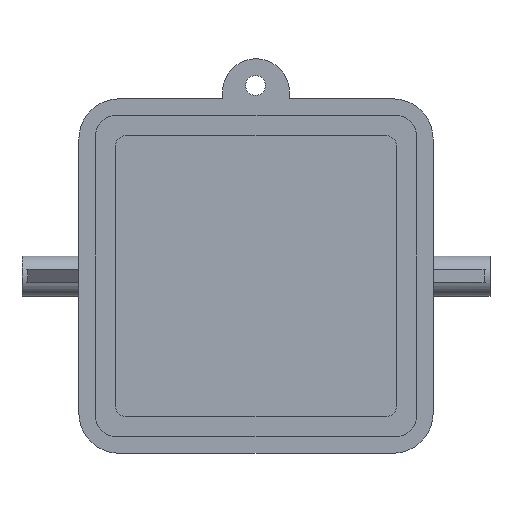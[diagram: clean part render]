
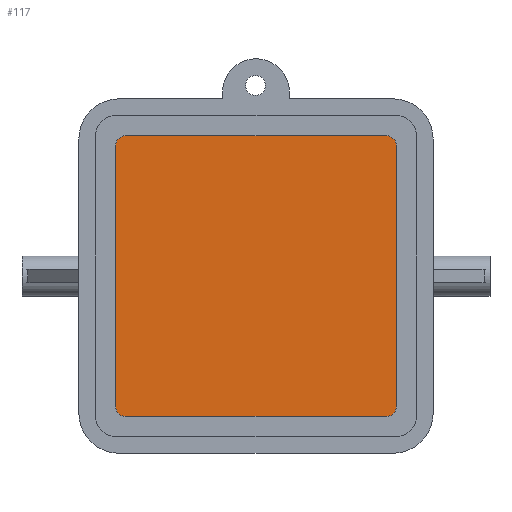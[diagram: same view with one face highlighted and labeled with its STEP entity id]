
A CAD part, front view. The second image highlights one B-rep face of the part: STEP entity #117.
In plain terms, the highlighted planar face has unit normal (0, -1, 0).
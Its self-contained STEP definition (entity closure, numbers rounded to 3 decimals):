
#73 = EDGE_CURVE ( 'NONE', #3027, #3004, #1520, .T. ) ;
#117 = ADVANCED_FACE ( 'NONE', ( #1310 ), #2258, .T. ) ;
#293 = EDGE_CURVE ( 'NONE', #3004, #3216, #4025, .T. ) ;
#329 = EDGE_CURVE ( 'NONE', #3203, #3314, #4009, .T. ) ;
#354 = EDGE_CURVE ( 'NONE', #3216, #3203, #2861, .T. ) ;
#361 = EDGE_CURVE ( 'NONE', #3289, #3282, #3998, .T. ) ;
#365 = EDGE_CURVE ( 'NONE', #3279, #3027, #3995, .T. ) ;
#368 = EDGE_CURVE ( 'NONE', #3314, #3289, #2873, .T. ) ;
#449 = EDGE_CURVE ( 'NONE', #3282, #3279, #3150, .T. ) ;
#703 = CARTESIAN_POINT ( 'NONE',  ( 3.5, 15.5, -2.75 ) ) ;
#706 = CARTESIAN_POINT ( 'NONE',  ( 2.75, 15.5, -3.5 ) ) ;
#850 = CARTESIAN_POINT ( 'NONE',  ( 23.75, 15.5, -3.5 ) ) ;
#867 = CARTESIAN_POINT ( 'NONE',  ( 3.5, 15.5, -23. ) ) ;
#868 = DIRECTION ( 'NONE',  ( 0., -1., 0. ) ) ;
#870 = DIRECTION ( 'NONE',  ( 0., 0., -1. ) ) ;
#894 = CARTESIAN_POINT ( 'NONE',  ( 2.75, 15.5, -23. ) ) ;
#899 = CARTESIAN_POINT ( 'NONE',  ( 3.5, 15.5, -23.75 ) ) ;
#1014 = CARTESIAN_POINT ( 'NONE',  ( 23.75, 15.5, -23. ) ) ;
#1141 = CARTESIAN_POINT ( 'NONE',  ( 23., 15.5, -2.75 ) ) ;
#1142 = CARTESIAN_POINT ( 'NONE',  ( 23., 15.5, -23.75 ) ) ;
#1310 = FACE_OUTER_BOUND ( 'NONE', #2691, .T. ) ;
#1451 = VECTOR ( 'NONE', #3598, 1000. ) ;
#1520 = CIRCLE ( 'NONE', #1579, 0.75 ) ;
#1579 = AXIS2_PLACEMENT_3D ( 'NONE', #1724, #1716, #1730 ) ;
#1716 = DIRECTION ( 'NONE',  ( 0., -1., 0. ) ) ;
#1724 = CARTESIAN_POINT ( 'NONE',  ( 23., 15.5, -23. ) ) ;
#1730 = DIRECTION ( 'NONE',  ( 0., 0., -1. ) ) ;
#2241 = DIRECTION ( 'NONE',  ( 0., 0., -1. ) ) ;
#2243 = DIRECTION ( 'NONE',  ( 0., -1., 0. ) ) ;
#2258 = PLANE ( 'NONE',  #2827 ) ;
#2261 = CARTESIAN_POINT ( 'NONE',  ( 3.5, 15.5, -3.5 ) ) ;
#2352 = ORIENTED_EDGE ( 'NONE', *, *, #329, .T. ) ;
#2360 = ORIENTED_EDGE ( 'NONE', *, *, #365, .T. ) ;
#2363 = ORIENTED_EDGE ( 'NONE', *, *, #293, .T. ) ;
#2364 = ORIENTED_EDGE ( 'NONE', *, *, #368, .T. ) ;
#2369 = ORIENTED_EDGE ( 'NONE', *, *, #449, .T. ) ;
#2591 = ORIENTED_EDGE ( 'NONE', *, *, #361, .T. ) ;
#2595 = ORIENTED_EDGE ( 'NONE', *, *, #73, .T. ) ;
#2610 = ORIENTED_EDGE ( 'NONE', *, *, #354, .T. ) ;
#2691 = EDGE_LOOP ( 'NONE', ( #2364, #2591, #2369, #2360, #2595, #2363, #2610, #2352 ) ) ;
#2827 = AXIS2_PLACEMENT_3D ( 'NONE', #2261, #2243, #2241 ) ;
#2861 = CIRCLE ( 'NONE', #2882, 0.75 ) ;
#2862 = VECTOR ( 'NONE', #3484, 1000. ) ;
#2873 = CIRCLE ( 'NONE', #2914, 0.75 ) ;
#2882 = AXIS2_PLACEMENT_3D ( 'NONE', #3422, #3421, #3419 ) ;
#2899 = VECTOR ( 'NONE', #3397, 1000. ) ;
#2903 = VECTOR ( 'NONE', #3414, 1000. ) ;
#2914 = AXIS2_PLACEMENT_3D ( 'NONE', #3545, #3558, #3569 ) ;
#3004 = VERTEX_POINT ( 'NONE', #1014 ) ;
#3027 = VERTEX_POINT ( 'NONE', #1142 ) ;
#3150 = CIRCLE ( 'NONE', #3154, 0.75 ) ;
#3154 = AXIS2_PLACEMENT_3D ( 'NONE', #867, #868, #870 ) ;
#3203 = VERTEX_POINT ( 'NONE', #1141 ) ;
#3216 = VERTEX_POINT ( 'NONE', #850 ) ;
#3279 = VERTEX_POINT ( 'NONE', #899 ) ;
#3282 = VERTEX_POINT ( 'NONE', #894 ) ;
#3289 = VERTEX_POINT ( 'NONE', #706 ) ;
#3314 = VERTEX_POINT ( 'NONE', #703 ) ;
#3394 = CARTESIAN_POINT ( 'NONE',  ( 3.5, 15.5, -23.75 ) ) ;
#3397 = DIRECTION ( 'NONE',  ( 0., 0., -1. ) ) ;
#3399 = CARTESIAN_POINT ( 'NONE',  ( 2.75, 15.5, -3.5 ) ) ;
#3414 = DIRECTION ( 'NONE',  ( 1., 0., 0. ) ) ;
#3419 = DIRECTION ( 'NONE',  ( 0., 0., -1. ) ) ;
#3421 = DIRECTION ( 'NONE',  ( 0., -1., 0. ) ) ;
#3422 = CARTESIAN_POINT ( 'NONE',  ( 23., 15.5, -3.5 ) ) ;
#3484 = DIRECTION ( 'NONE',  ( -1., 0., 0. ) ) ;
#3486 = CARTESIAN_POINT ( 'NONE',  ( 3.5, 15.5, -2.75 ) ) ;
#3545 = CARTESIAN_POINT ( 'NONE',  ( 3.5, 15.5, -3.5 ) ) ;
#3558 = DIRECTION ( 'NONE',  ( 0., -1., 0. ) ) ;
#3569 = DIRECTION ( 'NONE',  ( 0., 0., -1. ) ) ;
#3598 = DIRECTION ( 'NONE',  ( 0., 0., 1. ) ) ;
#3599 = CARTESIAN_POINT ( 'NONE',  ( 23.75, 15.5, -3.5 ) ) ;
#3995 = LINE ( 'NONE', #3394, #2903 ) ;
#3998 = LINE ( 'NONE', #3399, #2899 ) ;
#4009 = LINE ( 'NONE', #3486, #2862 ) ;
#4025 = LINE ( 'NONE', #3599, #1451 ) ;
